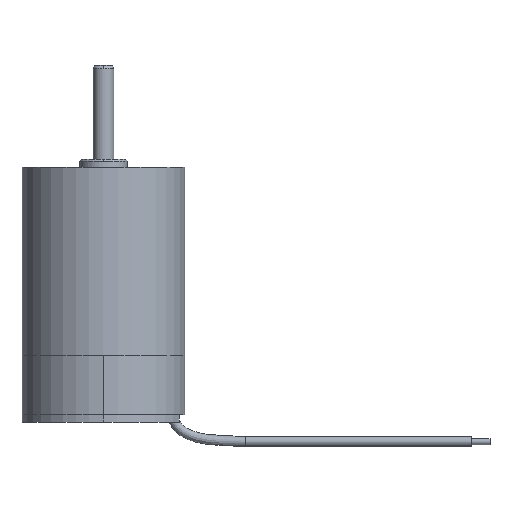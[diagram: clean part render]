
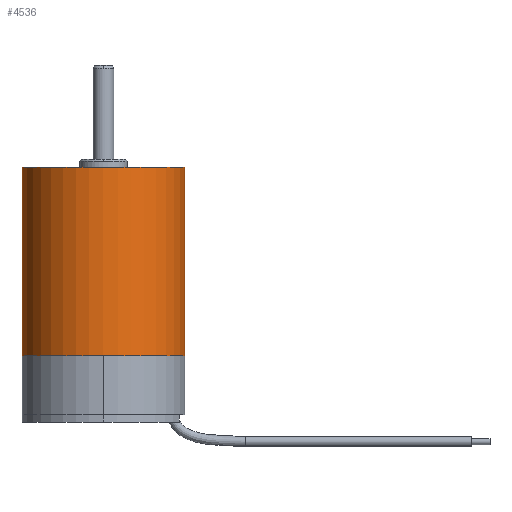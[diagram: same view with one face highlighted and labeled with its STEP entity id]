
A CAD part, left-side view. The second image highlights one B-rep face of the part: STEP entity #4536.
In plain terms, the highlighted cylindrical face has radius 8 mm (diameter 16 mm), a partial arc.
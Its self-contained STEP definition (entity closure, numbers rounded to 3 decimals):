
#2 = VERTEX_POINT ( 'NONE', #4774 ) ;
#12 = VERTEX_POINT ( 'NONE', #2430 ) ;
#84 = DIRECTION ( 'NONE',  ( 0., 0., -1. ) ) ;
#119 = AXIS2_PLACEMENT_3D ( 'NONE', #3668, #84, #1031 ) ;
#127 = DIRECTION ( 'NONE',  ( 0., 0., 1. ) ) ;
#226 = DIRECTION ( 'NONE',  ( 0., 0., 1. ) ) ;
#284 = CARTESIAN_POINT ( 'NONE',  ( 0., -8., 6.5 ) ) ;
#452 = AXIS2_PLACEMENT_3D ( 'NONE', #2276, #3434, #3879 ) ;
#494 = LINE ( 'NONE', #1673, #5038 ) ;
#662 = CARTESIAN_POINT ( 'NONE',  ( 0., -8., 6.5 ) ) ;
#773 = ORIENTED_EDGE ( 'NONE', *, *, #2477, .T. ) ;
#1031 = DIRECTION ( 'NONE',  ( 0., 1., 0. ) ) ;
#1126 = ORIENTED_EDGE ( 'NONE', *, *, #2535, .F. ) ;
#1215 = CIRCLE ( 'NONE', #119, 8. ) ;
#1608 = EDGE_CURVE ( 'NONE', #2487, #12, #1927, .T. ) ;
#1615 = EDGE_LOOP ( 'NONE', ( #2827, #773, #3515, #1126 ) ) ;
#1673 = CARTESIAN_POINT ( 'NONE',  ( 0., 8., 6.5 ) ) ;
#1695 = DIRECTION ( 'NONE',  ( 0., 0., -1. ) ) ;
#1750 = DIRECTION ( 'NONE',  ( 0., -1., 0. ) ) ;
#1927 = LINE ( 'NONE', #284, #3066 ) ;
#2276 = CARTESIAN_POINT ( 'NONE',  ( 0., 0., 6.5 ) ) ;
#2403 = CARTESIAN_POINT ( 'NONE',  ( 0., 8., 25. ) ) ;
#2430 = CARTESIAN_POINT ( 'NONE',  ( 0., -8., 25. ) ) ;
#2477 = EDGE_CURVE ( 'NONE', #12, #3780, #1215, .T. ) ;
#2487 = VERTEX_POINT ( 'NONE', #662 ) ;
#2535 = EDGE_CURVE ( 'NONE', #2487, #2, #4982, .T. ) ;
#2827 = ORIENTED_EDGE ( 'NONE', *, *, #1608, .T. ) ;
#3066 = VECTOR ( 'NONE', #226, 1000. ) ;
#3434 = DIRECTION ( 'NONE',  ( 0., 0., -1. ) ) ;
#3515 = ORIENTED_EDGE ( 'NONE', *, *, #4584, .F. ) ;
#3668 = CARTESIAN_POINT ( 'NONE',  ( 0., 0., 25. ) ) ;
#3780 = VERTEX_POINT ( 'NONE', #2403 ) ;
#3879 = DIRECTION ( 'NONE',  ( 0., 1., 0. ) ) ;
#4048 = CARTESIAN_POINT ( 'NONE',  ( 0., 0., 6.5 ) ) ;
#4107 = AXIS2_PLACEMENT_3D ( 'NONE', #4048, #1695, #1750 ) ;
#4450 = FACE_OUTER_BOUND ( 'NONE', #1615, .T. ) ;
#4536 = ADVANCED_FACE ( 'NONE', ( #4450 ), #4851, .T. ) ;
#4584 = EDGE_CURVE ( 'NONE', #2, #3780, #494, .T. ) ;
#4774 = CARTESIAN_POINT ( 'NONE',  ( 0., 8., 6.5 ) ) ;
#4851 = CYLINDRICAL_SURFACE ( 'NONE', #4107, 8. ) ;
#4982 = CIRCLE ( 'NONE', #452, 8. ) ;
#5038 = VECTOR ( 'NONE', #127, 1000. ) ;
